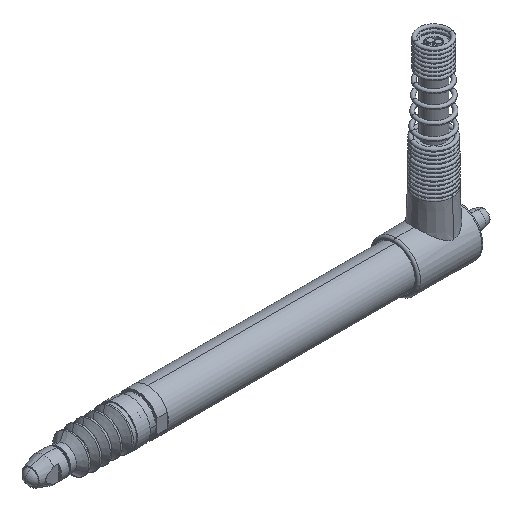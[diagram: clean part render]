
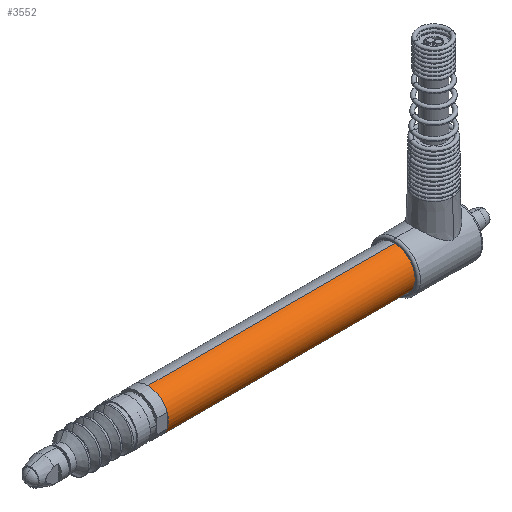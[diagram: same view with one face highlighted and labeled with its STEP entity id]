
A CAD part, isometric view. The second image highlights one B-rep face of the part: STEP entity #3552.
In plain terms, the highlighted cylindrical face has radius 4 mm (diameter 8 mm), a partial arc.
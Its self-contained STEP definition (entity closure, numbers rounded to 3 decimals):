
#25 = DIRECTION ( 'NONE',  ( 0., 0., 1. ) ) ;
#71 = LINE ( 'NONE', #3678, #200 ) ;
#148 = DIRECTION ( 'NONE',  ( -1., 0., 0. ) ) ;
#200 = VECTOR ( 'NONE', #5218, 1000. ) ;
#346 = VERTEX_POINT ( 'NONE', #11043 ) ;
#641 = CARTESIAN_POINT ( 'NONE',  ( -10.102, -3.75, -1.392 ) ) ;
#1047 = ORIENTED_EDGE ( 'NONE', *, *, #10070, .F. ) ;
#1134 = AXIS2_PLACEMENT_3D ( 'NONE', #4470, #3613, #8910 ) ;
#1136 = CARTESIAN_POINT ( 'NONE',  ( -10.102, 0., -4. ) ) ;
#1252 = CARTESIAN_POINT ( 'NONE',  ( -342.593, -3.75, 1.392 ) ) ;
#1254 = CARTESIAN_POINT ( 'NONE',  ( -10.8, 0., 0. ) ) ;
#1401 = LINE ( 'NONE', #1252, #9203 ) ;
#1998 = CIRCLE ( 'NONE', #3442, 4. ) ;
#2091 = EDGE_CURVE ( 'NONE', #4145, #3819, #3181, .T. ) ;
#2322 = VERTEX_POINT ( 'NONE', #4975 ) ;
#2347 = CIRCLE ( 'NONE', #9433, 4. ) ;
#2404 = FACE_OUTER_BOUND ( 'NONE', #10153, .T. ) ;
#2405 = CARTESIAN_POINT ( 'NONE',  ( -342.593, 0., -4. ) ) ;
#2862 = CIRCLE ( 'NONE', #4676, 4. ) ;
#2873 = DIRECTION ( 'NONE',  ( 0., 0., -1. ) ) ;
#3181 = LINE ( 'NONE', #2405, #8119 ) ;
#3442 = AXIS2_PLACEMENT_3D ( 'NONE', #9731, #148, #5366 ) ;
#3552 = ADVANCED_FACE ( 'NONE', ( #2404 ), #9331, .T. ) ;
#3613 = DIRECTION ( 'NONE',  ( -1., 0., 0. ) ) ;
#3678 = CARTESIAN_POINT ( 'NONE',  ( -342.593, -3.75, -1.392 ) ) ;
#3681 = DIRECTION ( 'NONE',  ( 1., 0., 0. ) ) ;
#3710 = ORIENTED_EDGE ( 'NONE', *, *, #8397, .F. ) ;
#3788 = CARTESIAN_POINT ( 'NONE',  ( -10.05, 0., 4. ) ) ;
#3819 = VERTEX_POINT ( 'NONE', #7183 ) ;
#4145 = VERTEX_POINT ( 'NONE', #1136 ) ;
#4158 = CARTESIAN_POINT ( 'NONE',  ( -63.8, 0., 4. ) ) ;
#4230 = EDGE_CURVE ( 'NONE', #3819, #8714, #1998, .T. ) ;
#4262 = DIRECTION ( 'NONE',  ( -1., 0., 0. ) ) ;
#4437 = CARTESIAN_POINT ( 'NONE',  ( -342.593, 0., 0. ) ) ;
#4470 = CARTESIAN_POINT ( 'NONE',  ( -10.102, 0., 0. ) ) ;
#4474 = ORIENTED_EDGE ( 'NONE', *, *, #4230, .F. ) ;
#4542 = ORIENTED_EDGE ( 'NONE', *, *, #2091, .F. ) ;
#4662 = EDGE_CURVE ( 'NONE', #4145, #11040, #7305, .T. ) ;
#4676 = AXIS2_PLACEMENT_3D ( 'NONE', #8376, #5702, #9273 ) ;
#4688 = DIRECTION ( 'NONE',  ( -1., 0., 0. ) ) ;
#4826 = DIRECTION ( 'NONE',  ( -1., 0., 0. ) ) ;
#4975 = CARTESIAN_POINT ( 'NONE',  ( -10.05, -3.75, 1.392 ) ) ;
#5218 = DIRECTION ( 'NONE',  ( 1., 0., 0. ) ) ;
#5353 = ORIENTED_EDGE ( 'NONE', *, *, #6851, .T. ) ;
#5366 = DIRECTION ( 'NONE',  ( 0., 0., 1. ) ) ;
#5702 = DIRECTION ( 'NONE',  ( 1., 0., 0. ) ) ;
#6352 = ORIENTED_EDGE ( 'NONE', *, *, #4662, .T. ) ;
#6851 = EDGE_CURVE ( 'NONE', #9938, #8714, #7656, .T. ) ;
#7183 = CARTESIAN_POINT ( 'NONE',  ( -63.8, 0., -4. ) ) ;
#7305 = CIRCLE ( 'NONE', #1134, 4. ) ;
#7656 = LINE ( 'NONE', #8380, #9261 ) ;
#8119 = VECTOR ( 'NONE', #9196, 1000. ) ;
#8376 = CARTESIAN_POINT ( 'NONE',  ( -10.05, 0., 0. ) ) ;
#8380 = CARTESIAN_POINT ( 'NONE',  ( -342.593, 0., 4. ) ) ;
#8397 = EDGE_CURVE ( 'NONE', #2322, #9874, #1401, .T. ) ;
#8714 = VERTEX_POINT ( 'NONE', #4158 ) ;
#8752 = EDGE_CURVE ( 'NONE', #9938, #2322, #2862, .T. ) ;
#8910 = DIRECTION ( 'NONE',  ( 0., 0., -1. ) ) ;
#9176 = EDGE_CURVE ( 'NONE', #9874, #346, #2347, .T. ) ;
#9196 = DIRECTION ( 'NONE',  ( -1., 0., 0. ) ) ;
#9203 = VECTOR ( 'NONE', #4688, 1000. ) ;
#9245 = ORIENTED_EDGE ( 'NONE', *, *, #8752, .F. ) ;
#9261 = VECTOR ( 'NONE', #4826, 1000. ) ;
#9273 = DIRECTION ( 'NONE',  ( 0., 0., -1. ) ) ;
#9331 = CYLINDRICAL_SURFACE ( 'NONE', #10337, 4. ) ;
#9433 = AXIS2_PLACEMENT_3D ( 'NONE', #1254, #3681, #2873 ) ;
#9731 = CARTESIAN_POINT ( 'NONE',  ( -63.8, 0., 0. ) ) ;
#9874 = VERTEX_POINT ( 'NONE', #11117 ) ;
#9938 = VERTEX_POINT ( 'NONE', #3788 ) ;
#10003 = ORIENTED_EDGE ( 'NONE', *, *, #9176, .F. ) ;
#10070 = EDGE_CURVE ( 'NONE', #346, #11040, #71, .T. ) ;
#10153 = EDGE_LOOP ( 'NONE', ( #4542, #6352, #1047, #10003, #3710, #9245, #5353, #4474 ) ) ;
#10337 = AXIS2_PLACEMENT_3D ( 'NONE', #4437, #4262, #25 ) ;
#11040 = VERTEX_POINT ( 'NONE', #641 ) ;
#11043 = CARTESIAN_POINT ( 'NONE',  ( -10.8, -3.75, -1.392 ) ) ;
#11117 = CARTESIAN_POINT ( 'NONE',  ( -10.8, -3.75, 1.392 ) ) ;
